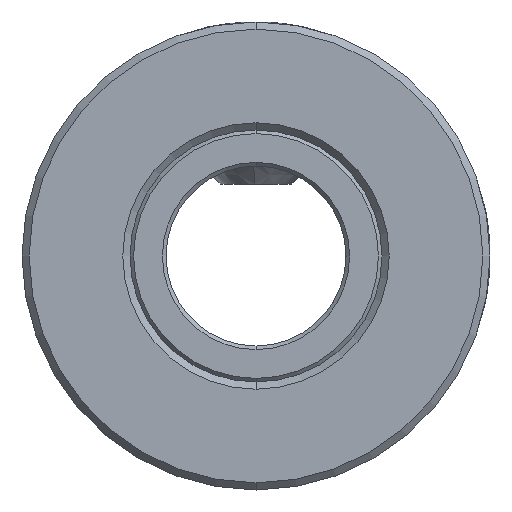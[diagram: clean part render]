
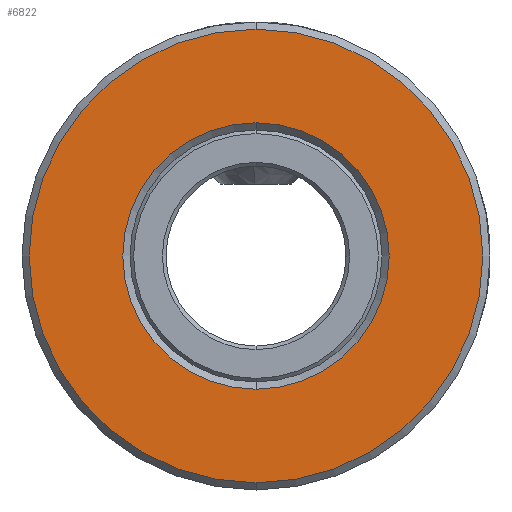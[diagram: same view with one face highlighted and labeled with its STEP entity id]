
A CAD part, front view. The second image highlights one B-rep face of the part: STEP entity #6822.
In plain terms, the highlighted planar face has unit normal (0, -1, 0).
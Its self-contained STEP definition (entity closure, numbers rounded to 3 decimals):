
#46 = FACE_OUTER_BOUND ( 'NONE', #1616, .T. ) ;
#129 = EDGE_CURVE ( 'NONE', #3943, #4984, #3477, .T. ) ;
#273 = EDGE_CURVE ( 'NONE', #2632, #2485, #4507, .T. ) ;
#941 = CARTESIAN_POINT ( 'NONE',  ( 0., -3., -6.3 ) ) ;
#1000 = ORIENTED_EDGE ( 'NONE', *, *, #6271, .T. ) ;
#1429 = CIRCLE ( 'NONE', #2181, 6.3 ) ;
#1480 = DIRECTION ( 'NONE',  ( 0., -1., 0. ) ) ;
#1616 = EDGE_LOOP ( 'NONE', ( #1000, #2921 ) ) ;
#1630 = CARTESIAN_POINT ( 'NONE',  ( 0., -3., 0. ) ) ;
#1670 = DIRECTION ( 'NONE',  ( 0., 1., 0. ) ) ;
#1741 = DIRECTION ( 'NONE',  ( 0., 1., 0. ) ) ;
#1825 = CARTESIAN_POINT ( 'NONE',  ( 0., -3., 0. ) ) ;
#1913 = CARTESIAN_POINT ( 'NONE',  ( 0., -3., 6.3 ) ) ;
#1988 = ORIENTED_EDGE ( 'NONE', *, *, #129, .T. ) ;
#2181 = AXIS2_PLACEMENT_3D ( 'NONE', #4718, #1480, #5381 ) ;
#2229 = DIRECTION ( 'NONE',  ( 0., 0., 1. ) ) ;
#2469 = CARTESIAN_POINT ( 'NONE',  ( 0., -3., 3.7 ) ) ;
#2485 = VERTEX_POINT ( 'NONE', #1913 ) ;
#2632 = VERTEX_POINT ( 'NONE', #941 ) ;
#2921 = ORIENTED_EDGE ( 'NONE', *, *, #273, .T. ) ;
#2933 = DIRECTION ( 'NONE',  ( 0., 0., 1. ) ) ;
#3084 = EDGE_LOOP ( 'NONE', ( #5711, #1988 ) ) ;
#3477 = CIRCLE ( 'NONE', #4039, 3.7 ) ;
#3943 = VERTEX_POINT ( 'NONE', #2469 ) ;
#4039 = AXIS2_PLACEMENT_3D ( 'NONE', #5456, #1670, #2229 ) ;
#4047 = DIRECTION ( 'NONE',  ( 0., -1., 0. ) ) ;
#4171 = CIRCLE ( 'NONE', #5662, 3.7 ) ;
#4480 = EDGE_CURVE ( 'NONE', #4984, #3943, #4171, .T. ) ;
#4507 = CIRCLE ( 'NONE', #4608, 6.3 ) ;
#4608 = AXIS2_PLACEMENT_3D ( 'NONE', #1825, #4047, #2933 ) ;
#4718 = CARTESIAN_POINT ( 'NONE',  ( 0., -3., 0. ) ) ;
#4984 = VERTEX_POINT ( 'NONE', #7105 ) ;
#5050 = CARTESIAN_POINT ( 'NONE',  ( 0., -3., 0. ) ) ;
#5072 = PLANE ( 'NONE',  #5486 ) ;
#5381 = DIRECTION ( 'NONE',  ( 0., 0., 1. ) ) ;
#5456 = CARTESIAN_POINT ( 'NONE',  ( 0., -3., 0. ) ) ;
#5486 = AXIS2_PLACEMENT_3D ( 'NONE', #5050, #1741, #6170 ) ;
#5510 = DIRECTION ( 'NONE',  ( 0., 0., 1. ) ) ;
#5662 = AXIS2_PLACEMENT_3D ( 'NONE', #1630, #6539, #5510 ) ;
#5711 = ORIENTED_EDGE ( 'NONE', *, *, #4480, .T. ) ;
#6170 = DIRECTION ( 'NONE',  ( 0., 0., 1. ) ) ;
#6271 = EDGE_CURVE ( 'NONE', #2485, #2632, #1429, .T. ) ;
#6539 = DIRECTION ( 'NONE',  ( 0., 1., 0. ) ) ;
#6822 = ADVANCED_FACE ( 'NONE', ( #6923, #46 ), #5072, .F. ) ;
#6923 = FACE_BOUND ( 'NONE', #3084, .T. ) ;
#7105 = CARTESIAN_POINT ( 'NONE',  ( 0., -3., -3.7 ) ) ;
